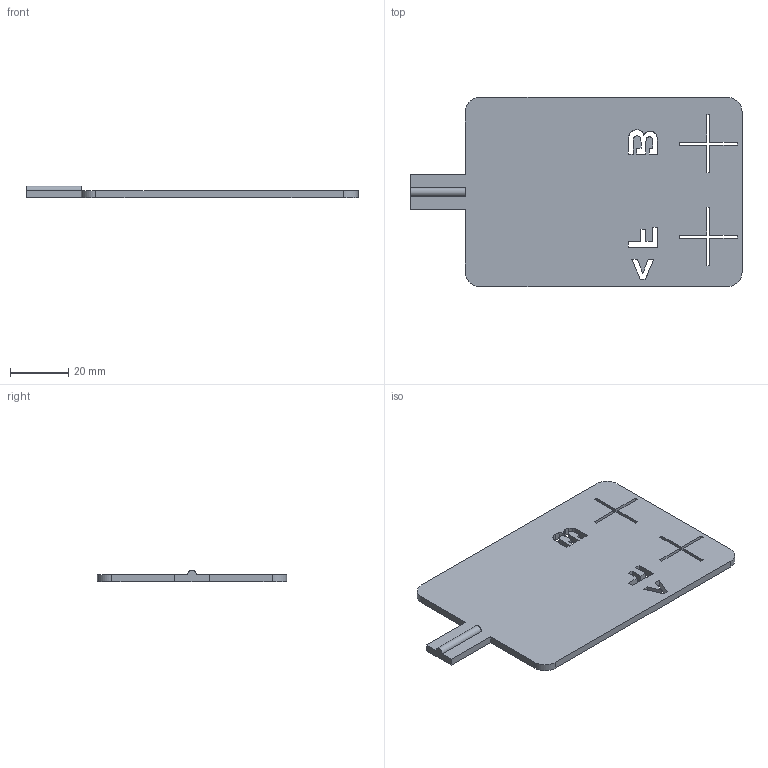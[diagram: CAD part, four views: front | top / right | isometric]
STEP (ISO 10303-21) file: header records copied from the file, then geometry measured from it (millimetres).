
FILE_DESCRIPTION(('FreeCAD Model'),'2;1');
FILE_NAME('Open CASCADE Shape Model','2025-08-12T21:55:52',('FreeCAD'),( 'FreeCAD'),'Open CASCADE STEP processor 7.8','FreeCAD','Unknown');
FILE_SCHEMA(('AUTOMOTIVE_DESIGN { 1 0 10303 214 1 1 1 1 }'));
Length unit declared in the file: millimetre
Products named in the file (1): Open CASCADE STEP translator 7.8 19
Bounding box: 114 x 65 x 4 mm (x, y, z)
Volume: 15549 mm3; surface area: 14064.7 mm2
Topology: 1 solids, 1 shells, 106 faces, 325 edges, 216 vertices
Faces by surface type: plane 77, extrusion 24, cylinder 5
Entity records: 3910 total; most frequent: CARTESIAN_POINT 1061, ORIENTED_EDGE 650, DIRECTION 477, EDGE_CURVE 325, VECTOR 291, LINE 267, VERTEX_POINT 216, FACE_BOUND 111
